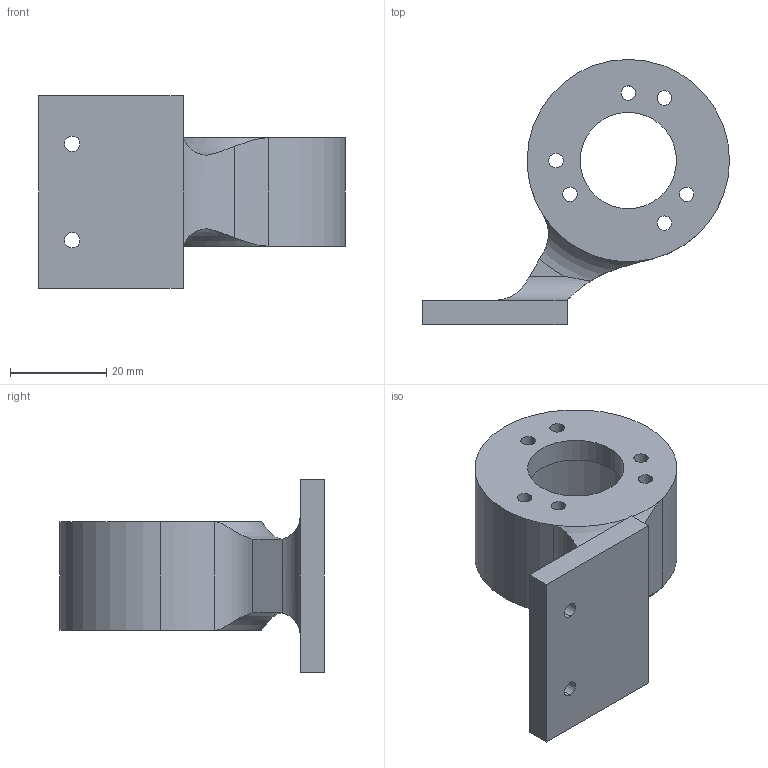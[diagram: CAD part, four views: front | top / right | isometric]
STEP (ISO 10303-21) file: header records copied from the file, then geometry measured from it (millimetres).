
FILE_DESCRIPTION (( 'STEP AP203' ), '1' );
FILE_NAME ('Encoder Mount V2.STEP', '2026-01-11T20:14:47', ( '' ), ( '' ), 'SwSTEP 2.0', 'SolidWorks 2024', '' );
FILE_SCHEMA (( 'CONFIG_CONTROL_DESIGN' ));
Length unit declared in the file: millimetre
Products named in the file (1): Encoder Mount V2
Bounding box: 63.72 x 55 x 40 mm (x, y, z)
Volume: 17957.4 mm3; surface area: 11171 mm2
Topology: 1 solids, 1 shells, 43 faces, 114 edges, 74 vertices
Faces by surface type: cylinder 28, plane 12, torus 2, bspline 1
Entity records: 1611 total; most frequent: CARTESIAN_POINT 420, DIRECTION 233, ORIENTED_EDGE 228, EDGE_CURVE 114, AXIS2_PLACEMENT_3D 93, VERTEX_POINT 74, EDGE_LOOP 62, CIRCLE 50
